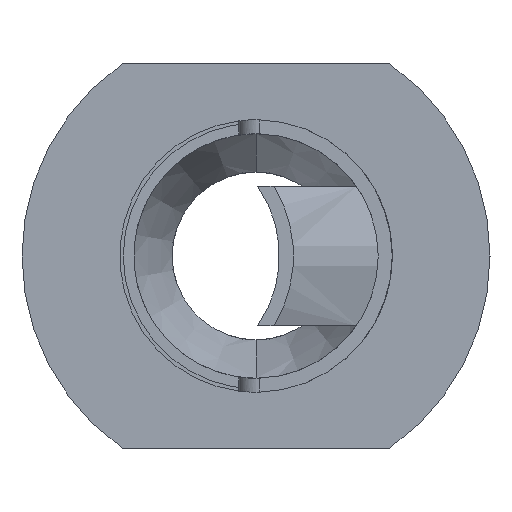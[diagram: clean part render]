
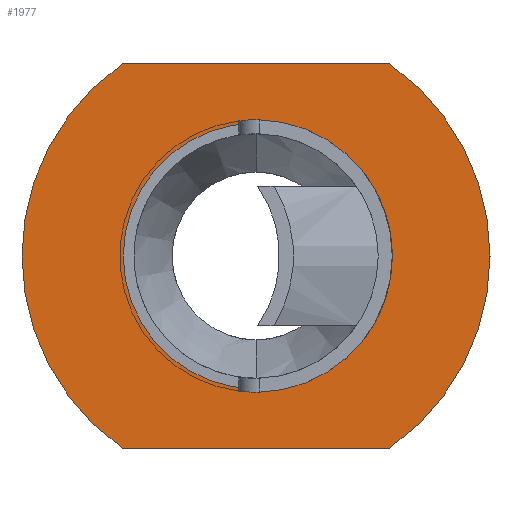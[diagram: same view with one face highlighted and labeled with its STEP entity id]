
A CAD part, left-side view. The second image highlights one B-rep face of the part: STEP entity #1977.
In plain terms, the highlighted planar face has unit normal (-1, 0, 0).
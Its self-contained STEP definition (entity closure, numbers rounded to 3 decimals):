
#80 = DIRECTION ( 'NONE',  ( -1., 0., 0. ) ) ;
#105 = DIRECTION ( 'NONE',  ( 0., 0., 1. ) ) ;
#141 = EDGE_CURVE ( 'NONE', #2908, #2902, #1150, .T. ) ;
#281 = FACE_OUTER_BOUND ( 'NONE', #756, .T. ) ;
#301 = DIRECTION ( 'NONE',  ( 0., 0., 1. ) ) ;
#345 = VECTOR ( 'NONE', #665, 1000. ) ;
#350 = ORIENTED_EDGE ( 'NONE', *, *, #1686, .T. ) ;
#374 = CARTESIAN_POINT ( 'NONE',  ( 0., 0., 1.9 ) ) ;
#394 = DIRECTION ( 'NONE',  ( 0., 0., 1. ) ) ;
#426 = CARTESIAN_POINT ( 'NONE',  ( 0., -1.913, -2.75 ) ) ;
#577 = EDGE_CURVE ( 'NONE', #1562, #3465, #2964, .T. ) ;
#665 = DIRECTION ( 'NONE',  ( 0., -1., 0. ) ) ;
#756 = EDGE_LOOP ( 'NONE', ( #3391, #350, #1519, #829 ) ) ;
#829 = ORIENTED_EDGE ( 'NONE', *, *, #1537, .T. ) ;
#926 = VERTEX_POINT ( 'NONE', #1598 ) ;
#1008 = CARTESIAN_POINT ( 'NONE',  ( 0., 1.913, 2.75 ) ) ;
#1150 = CIRCLE ( 'NONE', #3385, 3.35 ) ;
#1165 = CIRCLE ( 'NONE', #3909, 1.9 ) ;
#1219 = PLANE ( 'NONE',  #3662 ) ;
#1301 = DIRECTION ( 'NONE',  ( 0., 0., 1. ) ) ;
#1315 = CARTESIAN_POINT ( 'NONE',  ( 0., 0., 0. ) ) ;
#1329 = EDGE_LOOP ( 'NONE', ( #3269, #2583 ) ) ;
#1351 = LINE ( 'NONE', #1008, #2901 ) ;
#1373 = DIRECTION ( 'NONE',  ( 0., 1., 0. ) ) ;
#1484 = DIRECTION ( 'NONE',  ( -1., 0., 0. ) ) ;
#1519 = ORIENTED_EDGE ( 'NONE', *, *, #141, .T. ) ;
#1537 = EDGE_CURVE ( 'NONE', #2902, #926, #1351, .T. ) ;
#1562 = VERTEX_POINT ( 'NONE', #3211 ) ;
#1598 = CARTESIAN_POINT ( 'NONE',  ( 0., 1.913, 2.75 ) ) ;
#1686 = EDGE_CURVE ( 'NONE', #3802, #2908, #2175, .T. ) ;
#1840 = FACE_BOUND ( 'NONE', #1329, .T. ) ;
#1977 = ADVANCED_FACE ( 'NONE', ( #1840, #281 ), #1219, .F. ) ;
#2001 = EDGE_CURVE ( 'NONE', #926, #3802, #2965, .T. ) ;
#2079 = CARTESIAN_POINT ( 'NONE',  ( 0., 3.35, 0. ) ) ;
#2112 = DIRECTION ( 'NONE',  ( 0., 0., -1. ) ) ;
#2175 = LINE ( 'NONE', #426, #345 ) ;
#2228 = DIRECTION ( 'NONE',  ( -1., 0., 0. ) ) ;
#2243 = CARTESIAN_POINT ( 'NONE',  ( 0., 0., 0. ) ) ;
#2377 = CARTESIAN_POINT ( 'NONE',  ( 0., -1.913, 2.75 ) ) ;
#2418 = DIRECTION ( 'NONE',  ( 1., 0., 0. ) ) ;
#2427 = CARTESIAN_POINT ( 'NONE',  ( 0., -1.913, -2.75 ) ) ;
#2583 = ORIENTED_EDGE ( 'NONE', *, *, #577, .F. ) ;
#2606 = EDGE_CURVE ( 'NONE', #3465, #1562, #1165, .T. ) ;
#2656 = CARTESIAN_POINT ( 'NONE',  ( 0., 1.913, -2.75 ) ) ;
#2901 = VECTOR ( 'NONE', #1373, 1000. ) ;
#2902 = VERTEX_POINT ( 'NONE', #2377 ) ;
#2908 = VERTEX_POINT ( 'NONE', #2427 ) ;
#2964 = CIRCLE ( 'NONE', #3021, 1.9 ) ;
#2965 = CIRCLE ( 'NONE', #3415, 3.35 ) ;
#3021 = AXIS2_PLACEMENT_3D ( 'NONE', #3426, #80, #1301 ) ;
#3109 = DIRECTION ( 'NONE',  ( -1., 0., 0. ) ) ;
#3211 = CARTESIAN_POINT ( 'NONE',  ( 0., 0., -1.9 ) ) ;
#3269 = ORIENTED_EDGE ( 'NONE', *, *, #2606, .F. ) ;
#3385 = AXIS2_PLACEMENT_3D ( 'NONE', #2243, #3109, #105 ) ;
#3391 = ORIENTED_EDGE ( 'NONE', *, *, #2001, .T. ) ;
#3415 = AXIS2_PLACEMENT_3D ( 'NONE', #3657, #1484, #301 ) ;
#3426 = CARTESIAN_POINT ( 'NONE',  ( 0., 0., 0. ) ) ;
#3465 = VERTEX_POINT ( 'NONE', #374 ) ;
#3657 = CARTESIAN_POINT ( 'NONE',  ( 0., 0., 0. ) ) ;
#3662 = AXIS2_PLACEMENT_3D ( 'NONE', #2079, #2418, #2112 ) ;
#3802 = VERTEX_POINT ( 'NONE', #2656 ) ;
#3909 = AXIS2_PLACEMENT_3D ( 'NONE', #1315, #2228, #394 ) ;
